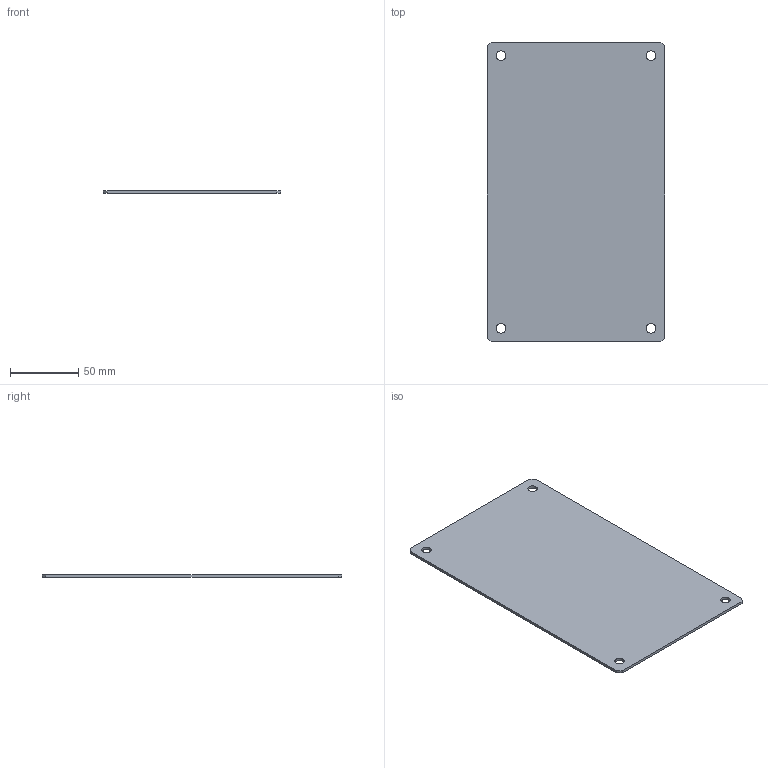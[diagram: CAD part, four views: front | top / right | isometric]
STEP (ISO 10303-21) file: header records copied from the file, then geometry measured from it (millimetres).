
FILE_DESCRIPTION(/* description */ (''),/* implementation_level */ '2;1');
FILE_NAME(/* name */ 'PML32.stp',/* time_stamp */ '2017-09-06T09:16:07+02:00',/* author */ (''),/* organization */ (''),/* preprocessor_version */ 'ST-DEVELOPER v15',/* originating_system */ 'SIEMENS PLM Software NX 9.0',/* authorisation */ '');
FILE_SCHEMA (('CONFIG_CONTROL_DESIGN'));
Length unit declared in the file: millimetre
Products named in the file (1): PML32
Bounding box: 130 x 220 x 2 mm (x, y, z)
Volume: 56860.1 mm3; surface area: 58422.8 mm2
Topology: 1 solids, 1 shells, 14 faces, 36 edges, 24 vertices
Faces by surface type: plane 10, cylinder 4
Full cylindrical faces by diameter (mm): 7 x4
Entity records: 508 total; most frequent: CARTESIAN_POINT 71, DIRECTION 70, ORIENTED_EDGE 64, EDGE_CURVE 32, EDGE_LOOP 26, VERTEX_POINT 24, LINE 24, VECTOR 24
